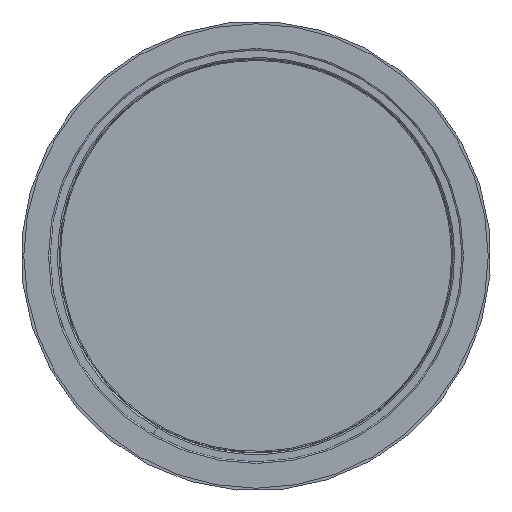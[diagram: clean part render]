
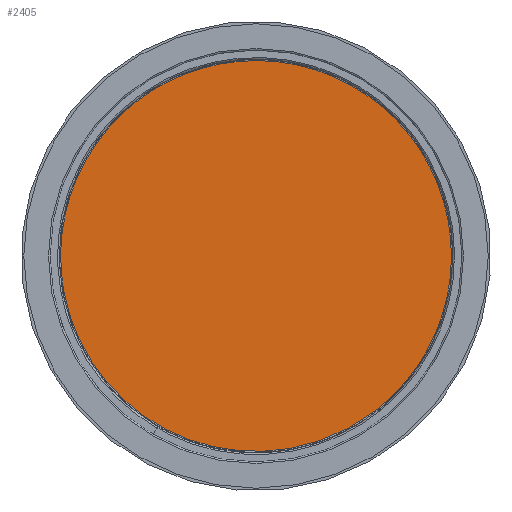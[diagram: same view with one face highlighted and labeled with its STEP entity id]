
A CAD part, front view. The second image highlights one B-rep face of the part: STEP entity #2405.
In plain terms, the highlighted planar face has unit normal (0, -1, 0).
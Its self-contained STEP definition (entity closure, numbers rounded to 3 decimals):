
#50=PLANE('',#2564);
#165=FACE_OUTER_BOUND('',#309,.T.);
#309=EDGE_LOOP('',(#1719));
#558=B_SPLINE_CURVE_WITH_KNOTS('',3,(#5327,#5328,#5329,#5330,#5331,#5332,
#5333,#5334,#5335,#5336,#5337,#5338,#5339,#5340,#5341,#5342,#5343,#5344,
#5345),.UNSPECIFIED.,.T.,.F.,(4,1,1,1,1,1,1,1,1,1,1,1,1,1,1,1,4),(-5.376,
-4.927,-4.478,-4.029,-3.581,
-3.281,-2.683,-2.533,-2.384,
-1.785,-1.486,-1.187,-0.888,
-0.589,0.01,0.459,0.907),
 .UNSPECIFIED.);
#1064=VERTEX_POINT('',#5320);
#1320=EDGE_CURVE('',#1064,#1064,#558,.T.);
#1719=ORIENTED_EDGE('',*,*,#1320,.F.);
#2405=ADVANCED_FACE('',(#165),#50,.F.);
#2564=AXIS2_PLACEMENT_3D('',#5346,#2716,#2717);
#2716=DIRECTION('center_axis',(0.,1.,0.));
#2717=DIRECTION('ref_axis',(-1.,0.,0.));
#5320=CARTESIAN_POINT('',(16.064,21.5,-20.553));
#5327=CARTESIAN_POINT('Ctrl Pts',(16.064,21.5,-20.553));
#5328=CARTESIAN_POINT('Ctrl Pts',(12.989,21.5,-22.956));
#5329=CARTESIAN_POINT('Ctrl Pts',(5.745,21.5,-26.359));
#5330=CARTESIAN_POINT('Ctrl Pts',(-6.258,21.5,-26.241));
#5331=CARTESIAN_POINT('Ctrl Pts',(-17.029,21.5,-20.926));
#5332=CARTESIAN_POINT('Ctrl Pts',(-23.591,21.5,-12.518));
#5333=CARTESIAN_POINT('Ctrl Pts',(-26.98,21.5,-1.166));
#5334=CARTESIAN_POINT('Ctrl Pts',(-25.486,21.5,8.226));
#5335=CARTESIAN_POINT('Ctrl Pts',(-21.485,21.5,14.958));
#5336=CARTESIAN_POINT('Ctrl Pts',(-16.56,21.5,21.046));
#5337=CARTESIAN_POINT('Ctrl Pts',(-8.27,21.5,25.713));
#5338=CARTESIAN_POINT('Ctrl Pts',(2.238,21.5,26.379));
#5339=CARTESIAN_POINT('Ctrl Pts',(9.916,21.5,24.555));
#5340=CARTESIAN_POINT('Ctrl Pts',(16.705,21.5,20.536));
#5341=CARTESIAN_POINT('Ctrl Pts',(23.811,21.5,12.762));
#5342=CARTESIAN_POINT('Ctrl Pts',(27.301,21.5,1.04));
#5343=CARTESIAN_POINT('Ctrl Pts',(24.183,21.5,-11.946));
#5344=CARTESIAN_POINT('Ctrl Pts',(19.139,21.5,-18.15));
#5345=CARTESIAN_POINT('Ctrl Pts',(16.064,21.5,-20.553));
#5346=CARTESIAN_POINT('Origin',(0.,21.5,0.));
